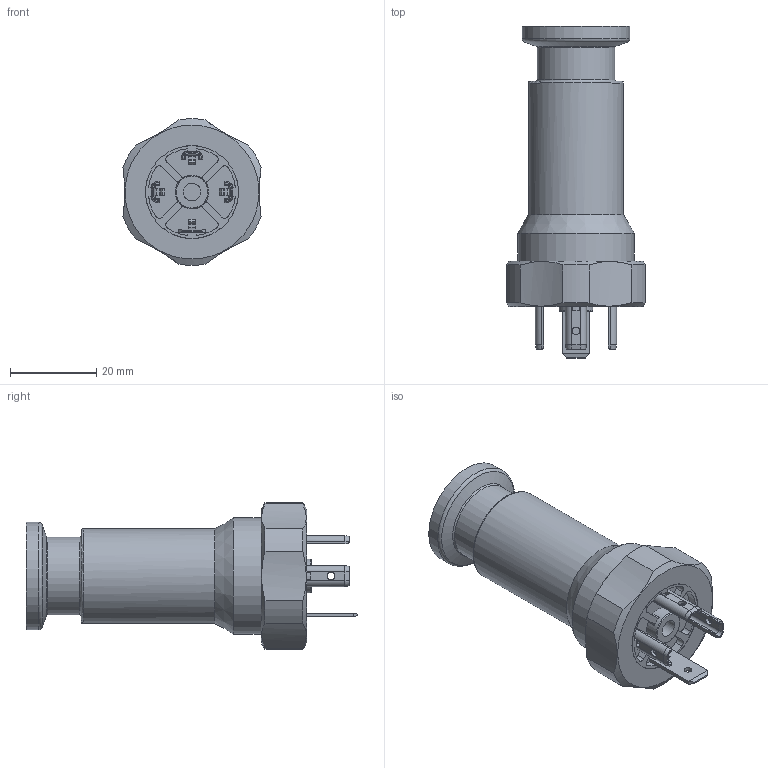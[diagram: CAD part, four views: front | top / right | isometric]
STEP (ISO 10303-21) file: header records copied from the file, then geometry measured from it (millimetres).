
FILE_DESCRIPTION(/* description */ ('Unknown'),/* implementation_level */ '2;1');
FILE_NAME(/* name */ 'PBMH_xxxxxxxx4452xxx',/* time_stamp */ '2022-11-28T12:59:20+01:00',/* author */ ('Unknown'),/* organization */ ('Baumer'),/* preprocessor_version */ 'ST-DEVELOPER v16.7',/* originating_system */ 'Solid Edge',/* authorisation */ 'Unknown');
FILE_SCHEMA (('AUTOMOTIVE_DESIGN {1 0 10303 214 3 1 1}'));
Length unit declared in the file: millimetre
Products named in the file (1): PBMH_xxxxxxxx4452xxx
Bounding box: 32 x 76.9 x 33.97 mm (x, y, z)
Volume: 29901.1 mm3; surface area: 7939.7 mm2
Topology: 1 solids, 1 shells, 274 faces, 834 edges, 557 vertices
Faces by surface type: plane 163, cylinder 82, cone 17, bspline 6, torus 6
Full cylindrical faces by diameter (mm): 1.8 x4, 4.1 x1, 7.8 x1, 18 x1, 21.5 x1, 21.7 x1, 22 x1, 24.9 x1, 27 x1
Entity records: 11793 total; most frequent: CARTESIAN_POINT 3025, ORIENTED_EDGE 1604, DIRECTION 1106, EDGE_CURVE 802, VERTEX_POINT 548, LINE 484, VECTOR 484, AXIS2_PLACEMENT_3D 311
